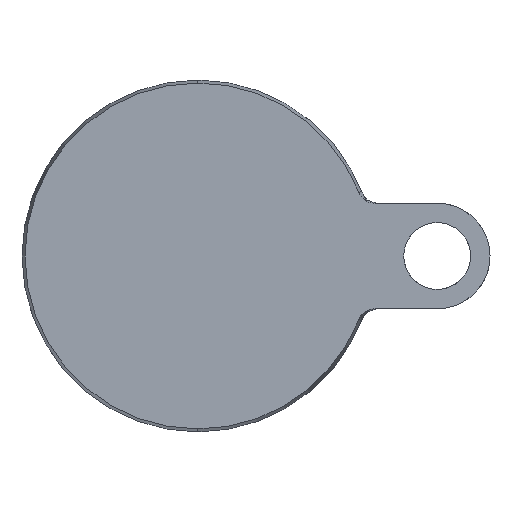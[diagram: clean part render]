
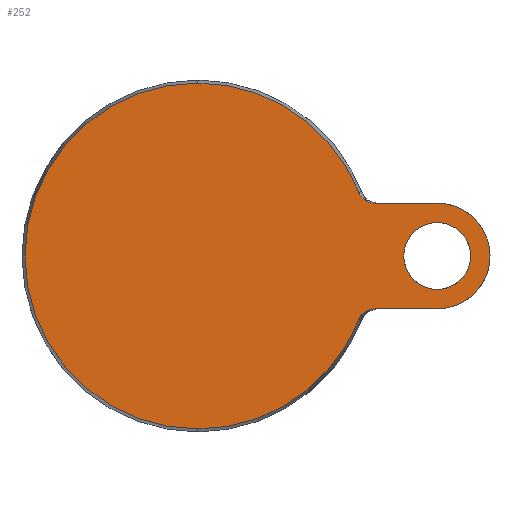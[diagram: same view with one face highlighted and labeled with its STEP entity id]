
A CAD part, front view. The second image highlights one B-rep face of the part: STEP entity #252.
In plain terms, the highlighted planar face has unit normal (0, -1, 0).
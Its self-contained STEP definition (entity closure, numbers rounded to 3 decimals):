
#15 = CARTESIAN_POINT ( 'NONE',  ( 49.86, 0., 15. ) ) ;
#23 = DIRECTION ( 'NONE',  ( -1., 0., 0. ) ) ;
#40 = CARTESIAN_POINT ( 'NONE',  ( 68., 0., 9.5 ) ) ;
#47 = CARTESIAN_POINT ( 'NONE',  ( 46.1, 0., -17.269 ) ) ;
#81 = ORIENTED_EDGE ( 'NONE', *, *, #1370, .T. ) ;
#99 = PLANE ( 'NONE',  #975 ) ;
#110 = ORIENTED_EDGE ( 'NONE', *, *, #1223, .F. ) ;
#114 = CARTESIAN_POINT ( 'NONE',  ( 0., 0., 49.143 ) ) ;
#118 = CARTESIAN_POINT ( 'NONE',  ( 48.407, 0., 15.384 ) ) ;
#134 = LINE ( 'NONE', #563, #1231 ) ;
#138 = ORIENTED_EDGE ( 'NONE', *, *, #1331, .F. ) ;
#144 = DIRECTION ( 'NONE',  ( 1., 0., 0. ) ) ;
#148 = ORIENTED_EDGE ( 'NONE', *, *, #977, .T. ) ;
#209 = B_SPLINE_CURVE_WITH_KNOTS ( 'NONE', 3,
 ( #1238, #15, #970, #855, #118, #551, #1171, #640, #657, #770, #234, #861, #1294, #660 ),
 .UNSPECIFIED., .F., .F.,
 ( 4, 2, 2, 2, 2, 2, 4 ),
 ( 0., 0.001, 0.002, 0.003, 0.004, 0.004, 0.006 ),
 .UNSPECIFIED. ) ;
#234 = CARTESIAN_POINT ( 'NONE',  ( 46.58, 0., 16.677 ) ) ;
#252 = ADVANCED_FACE ( 'NONE', ( #426, #642 ), #99, .F. ) ;
#269 = DIRECTION ( 'NONE',  ( 0., 0., -1. ) ) ;
#276 = ORIENTED_EDGE ( 'NONE', *, *, #586, .T. ) ;
#289 = VERTEX_POINT ( 'NONE', #419 ) ;
#301 = DIRECTION ( 'NONE',  ( 0., -1., 0. ) ) ;
#323 = EDGE_CURVE ( 'NONE', #806, #421, #934, .T. ) ;
#336 = LINE ( 'NONE', #645, #1001 ) ;
#344 = DIRECTION ( 'NONE',  ( 0., 1., 0. ) ) ;
#346 = CARTESIAN_POINT ( 'NONE',  ( 48.637, 0., -15.295 ) ) ;
#369 = CARTESIAN_POINT ( 'NONE',  ( 49.116, 0., -15.149 ) ) ;
#379 = VERTEX_POINT ( 'NONE', #655 ) ;
#402 = CIRCLE ( 'NONE', #779, 9.5 ) ;
#410 = DIRECTION ( 'NONE',  ( 0., -1., 0. ) ) ;
#417 = CARTESIAN_POINT ( 'NONE',  ( 68., 0., 0. ) ) ;
#419 = CARTESIAN_POINT ( 'NONE',  ( 50.366, 0., -15. ) ) ;
#421 = VERTEX_POINT ( 'NONE', #879 ) ;
#423 = DIRECTION ( 'NONE',  ( 0., 0., 1. ) ) ;
#426 = FACE_OUTER_BOUND ( 'NONE', #1175, .T. ) ;
#446 = VERTEX_POINT ( 'NONE', #813 ) ;
#457 = CARTESIAN_POINT ( 'NONE',  ( 45.66, 0., -18.169 ) ) ;
#470 = CARTESIAN_POINT ( 'NONE',  ( 46.575, 0., -16.681 ) ) ;
#487 = CIRCLE ( 'NONE', #1275, 49.143 ) ;
#523 = CARTESIAN_POINT ( 'NONE',  ( 0., 0., 0. ) ) ;
#542 = AXIS2_PLACEMENT_3D ( 'NONE', #523, #410, #847 ) ;
#551 = CARTESIAN_POINT ( 'NONE',  ( 47.955, 0., 15.598 ) ) ;
#560 = AXIS2_PLACEMENT_3D ( 'NONE', #417, #929, #725 ) ;
#563 = CARTESIAN_POINT ( 'NONE',  ( 15., 0., 15. ) ) ;
#573 = AXIS2_PLACEMENT_3D ( 'NONE', #841, #952, #423 ) ;
#586 = EDGE_CURVE ( 'NONE', #1215, #1378, #1181, .T. ) ;
#613 = VERTEX_POINT ( 'NONE', #621 ) ;
#621 = CARTESIAN_POINT ( 'NONE',  ( 45.66, 0., 18.169 ) ) ;
#640 = CARTESIAN_POINT ( 'NONE',  ( 47.322, 0., 16. ) ) ;
#642 = FACE_BOUND ( 'NONE', #884, .T. ) ;
#645 = CARTESIAN_POINT ( 'NONE',  ( 15., 0., -15. ) ) ;
#654 = EDGE_CURVE ( 'NONE', #613, #806, #966, .T. ) ;
#655 = CARTESIAN_POINT ( 'NONE',  ( 45.66, 0., -18.169 ) ) ;
#657 = CARTESIAN_POINT ( 'NONE',  ( 47.122, 0., 16.157 ) ) ;
#660 = CARTESIAN_POINT ( 'NONE',  ( 45.66, 0., 18.169 ) ) ;
#702 = EDGE_CURVE ( 'NONE', #1358, #446, #1187, .T. ) ;
#725 = DIRECTION ( 'NONE',  ( 0., 0., -1. ) ) ;
#726 = CARTESIAN_POINT ( 'NONE',  ( 0., 0., 0. ) ) ;
#762 = CARTESIAN_POINT ( 'NONE',  ( 50.366, 0., 15. ) ) ;
#770 = CARTESIAN_POINT ( 'NONE',  ( 46.751, 0., 16.495 ) ) ;
#771 = CARTESIAN_POINT ( 'NONE',  ( 68., 0., 0. ) ) ;
#775 = ORIENTED_EDGE ( 'NONE', *, *, #323, .T. ) ;
#779 = AXIS2_PLACEMENT_3D ( 'NONE', #771, #344, #1194 ) ;
#781 = CARTESIAN_POINT ( 'NONE',  ( 45.848, 0., -17.699 ) ) ;
#790 = ORIENTED_EDGE ( 'NONE', *, *, #654, .T. ) ;
#796 = CARTESIAN_POINT ( 'NONE',  ( 49.363, 0., -15.093 ) ) ;
#806 = VERTEX_POINT ( 'NONE', #114 ) ;
#813 = CARTESIAN_POINT ( 'NONE',  ( 68., 0., -15. ) ) ;
#831 = VERTEX_POINT ( 'NONE', #762 ) ;
#841 = CARTESIAN_POINT ( 'NONE',  ( 68., 0., 0. ) ) ;
#846 = CARTESIAN_POINT ( 'NONE',  ( 68., 0., -9.5 ) ) ;
#847 = DIRECTION ( 'NONE',  ( 0., 0., -1. ) ) ;
#851 = CARTESIAN_POINT ( 'NONE',  ( -49.143, 0., 0. ) ) ;
#855 = CARTESIAN_POINT ( 'NONE',  ( 48.644, 0., 15.292 ) ) ;
#861 = CARTESIAN_POINT ( 'NONE',  ( 46.108, 0., 17.258 ) ) ;
#871 = EDGE_CURVE ( 'NONE', #1378, #1215, #402, .T. ) ;
#879 = CARTESIAN_POINT ( 'NONE',  ( 0., 0., -49.143 ) ) ;
#882 = CARTESIAN_POINT ( 'NONE',  ( 46.749, 0., -16.497 ) ) ;
#884 = EDGE_LOOP ( 'NONE', ( #276, #1199 ) ) ;
#891 = CARTESIAN_POINT ( 'NONE',  ( 47.314, 0., -16.005 ) ) ;
#899 = DIRECTION ( 'NONE',  ( 0., -1., 0. ) ) ;
#921 = B_SPLINE_CURVE_WITH_KNOTS ( 'NONE', 3,
 ( #457, #781, #47, #470, #882, #1309, #891, #1324, #1304, #993, #346, #369, #796, #1210, #925, #1221 ),
 .UNSPECIFIED., .F., .F.,
 ( 4, 2, 2, 2, 2, 2, 2, 4 ),
 ( 0., 0.001, 0.002, 0.003, 0.004, 0.004, 0.005, 0.006 ),
 .UNSPECIFIED. ) ;
#925 = CARTESIAN_POINT ( 'NONE',  ( 50.113, 0., -15. ) ) ;
#928 = ORIENTED_EDGE ( 'NONE', *, *, #702, .F. ) ;
#929 = DIRECTION ( 'NONE',  ( 0., 1., 0. ) ) ;
#934 = CIRCLE ( 'NONE', #1272, 49.143 ) ;
#952 = DIRECTION ( 'NONE',  ( 0., 1., 0. ) ) ;
#966 = CIRCLE ( 'NONE', #542, 49.143 ) ;
#970 = CARTESIAN_POINT ( 'NONE',  ( 49.366, 0., 15.074 ) ) ;
#975 = AXIS2_PLACEMENT_3D ( 'NONE', #851, #1270, #1279 ) ;
#977 = EDGE_CURVE ( 'NONE', #421, #379, #487, .T. ) ;
#993 = CARTESIAN_POINT ( 'NONE',  ( 48.405, 0., -15.385 ) ) ;
#1001 = VECTOR ( 'NONE', #23, 1000. ) ;
#1002 = CARTESIAN_POINT ( 'NONE',  ( 68., 0., 15. ) ) ;
#1019 = CARTESIAN_POINT ( 'NONE',  ( 0., 0., 0. ) ) ;
#1154 = DIRECTION ( 'NONE',  ( 0., 0., -1. ) ) ;
#1171 = CARTESIAN_POINT ( 'NONE',  ( 47.738, 0., 15.721 ) ) ;
#1175 = EDGE_LOOP ( 'NONE', ( #138, #1373, #790, #775, #148, #81, #110, #928 ) ) ;
#1181 = CIRCLE ( 'NONE', #573, 9.5 ) ;
#1187 = CIRCLE ( 'NONE', #560, 15. ) ;
#1194 = DIRECTION ( 'NONE',  ( 0., 0., 1. ) ) ;
#1199 = ORIENTED_EDGE ( 'NONE', *, *, #871, .T. ) ;
#1201 = EDGE_CURVE ( 'NONE', #831, #613, #209, .T. ) ;
#1210 = CARTESIAN_POINT ( 'NONE',  ( 49.862, 0., -15.019 ) ) ;
#1215 = VERTEX_POINT ( 'NONE', #846 ) ;
#1221 = CARTESIAN_POINT ( 'NONE',  ( 50.366, 0., -15. ) ) ;
#1223 = EDGE_CURVE ( 'NONE', #446, #289, #336, .T. ) ;
#1231 = VECTOR ( 'NONE', #144, 1000. ) ;
#1238 = CARTESIAN_POINT ( 'NONE',  ( 50.366, 0., 15. ) ) ;
#1270 = DIRECTION ( 'NONE',  ( 0., 1., 0. ) ) ;
#1272 = AXIS2_PLACEMENT_3D ( 'NONE', #726, #301, #1154 ) ;
#1275 = AXIS2_PLACEMENT_3D ( 'NONE', #1019, #899, #269 ) ;
#1279 = DIRECTION ( 'NONE',  ( 0., 0., 1. ) ) ;
#1294 = CARTESIAN_POINT ( 'NONE',  ( 45.848, 0., 17.699 ) ) ;
#1304 = CARTESIAN_POINT ( 'NONE',  ( 47.952, 0., -15.6 ) ) ;
#1309 = CARTESIAN_POINT ( 'NONE',  ( 47.118, 0., -16.16 ) ) ;
#1324 = CARTESIAN_POINT ( 'NONE',  ( 47.73, 0., -15.726 ) ) ;
#1331 = EDGE_CURVE ( 'NONE', #831, #1358, #134, .T. ) ;
#1358 = VERTEX_POINT ( 'NONE', #1002 ) ;
#1370 = EDGE_CURVE ( 'NONE', #379, #289, #921, .T. ) ;
#1373 = ORIENTED_EDGE ( 'NONE', *, *, #1201, .T. ) ;
#1378 = VERTEX_POINT ( 'NONE', #40 ) ;
